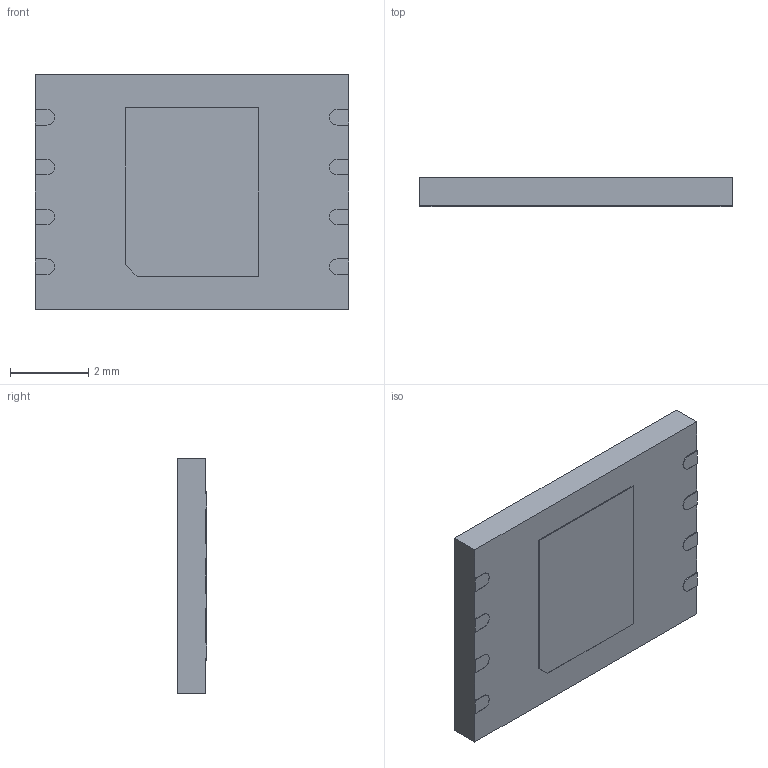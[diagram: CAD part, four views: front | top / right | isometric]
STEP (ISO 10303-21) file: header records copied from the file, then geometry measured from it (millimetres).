
FILE_DESCRIPTION (( 'STEP AP214' ), '1' );
FILE_NAME ('WSON-8-1EP_8x6_P1.27_EP3.4x4.3.step', '2020-12-07T12:10:43+00:00', 'Stefan Hamminga', '', '', '', '');
FILE_SCHEMA (( 'AUTOMOTIVE_DESIGN' ));
Length unit declared in the file: millimetre
Products named in the file (1): WSON-8-1EP_8x6_P1.27_EP3.4x4.3
Bounding box: 8 x 0.75 x 6 mm (x, y, z)
Volume: 35.4 mm3; surface area: 117 mm2
Topology: 1 solids, 1 shells, 45 faces, 125 edges, 84 vertices
Faces by surface type: plane 37, cylinder 8
Entity records: 1544 total; most frequent: CARTESIAN_POINT 255, ORIENTED_EDGE 250, DIRECTION 235, EDGE_CURVE 125, VECTOR 107, LINE 107, VERTEX_POINT 84, AXIS2_PLACEMENT_3D 64
